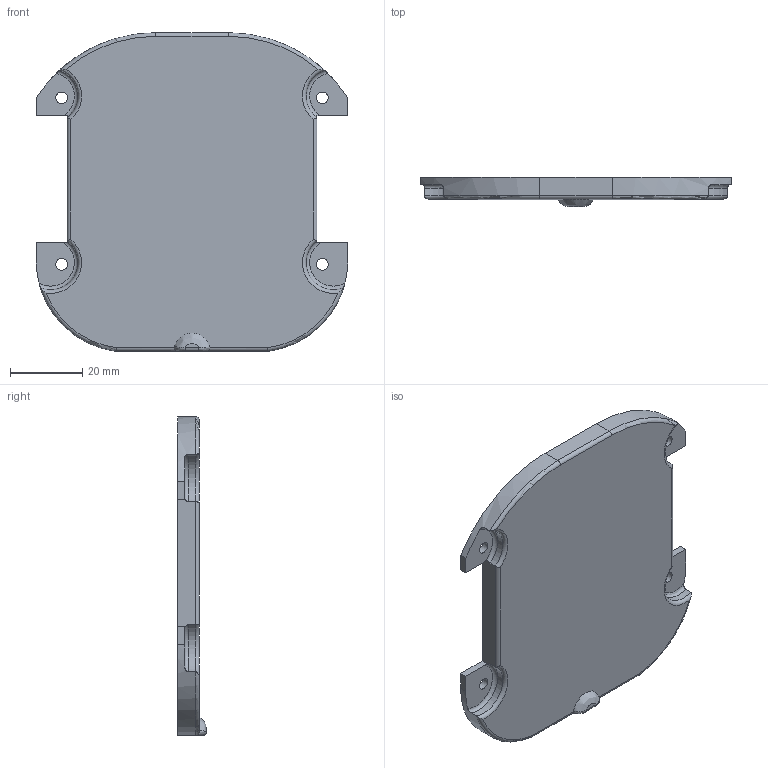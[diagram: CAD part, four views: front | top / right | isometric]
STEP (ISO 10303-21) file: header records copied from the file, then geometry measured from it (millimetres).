
FILE_DESCRIPTION(/* description */ (''),/* implementation_level */ '2;1');
FILE_NAME(/* name */ 'coque_inf.stp',/* time_stamp */ '2022-06-14T09:54:31+02:00',/* author */ ('dimercur'),/* organization */ (''),/* preprocessor_version */ 'ST-DEVELOPER v18.1',/* originating_system */ 'Autodesk Inventor 2021',/* authorisation */ '');
FILE_SCHEMA (('CONFIG_CONTROL_DESIGN'));
Length unit declared in the file: millimetre
Products named in the file (1): coque_inf
Bounding box: 86 x 8 x 88 mm (x, y, z)
Volume: 14400.1 mm3; surface area: 15582.4 mm2
Topology: 1 solids, 1 shells, 103 faces, 274 edges, 174 vertices
Faces by surface type: plane 42, cylinder 34, torus 24, bspline 3
Full cylindrical faces by diameter (mm): 3.2 x4, 7 x2
Entity records: 3897 total; most frequent: CARTESIAN_POINT 1209, ORIENTED_EDGE 548, DIRECTION 514, EDGE_CURVE 274, AXIS2_PLACEMENT_3D 196, VERTEX_POINT 174, LINE 122, VECTOR 122
